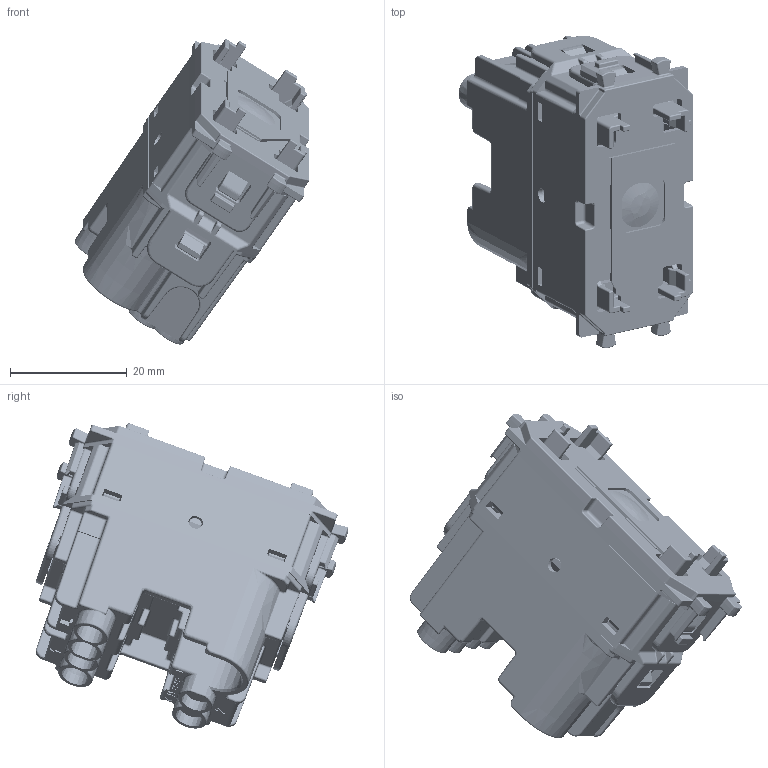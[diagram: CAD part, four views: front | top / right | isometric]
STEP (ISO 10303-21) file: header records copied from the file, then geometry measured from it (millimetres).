
FILE_DESCRIPTION(('CATIA V5 STEP Exchange'),'2;1');
FILE_NAME('441005STAS.stp','2024-05-28T07:28:32+00:00',('none'),('none'),'CATIA Version 5-6 Release 2016 SP6','CATIA V5 STEP AP203','none');
FILE_SCHEMA(('CONFIG_CONTROL_DESIGN'));
Products named in the file (3): STEP; AS2216; AS2217AG
Assembly tree (18 placements, depth 3):
  STEP
    #57
    AS2216
      #54995
      #55988
      #58558
    #60484
    #103182
    AS2217AG
      #106216
      #107679
      #58558
    #108698
    #116765
    #165914
    #169342
    #188953
    #223406
    #262815
Bounding box: 40.2 x 53.57 x 52.28 mm (x, y, z)
Volume: 16107.2 mm3; surface area: 28492.6 mm2
Topology: 18 solids, 18 shells, 6741 faces, 17084 edges, 9864 vertices
Faces by surface type: cylinder 2571, plane 2190, bspline 1121, sphere 469, cone 223, torus 165, revolution 2
Entity records: 263278 total; most frequent: CARTESIAN_POINT 126230, ORIENTED_EDGE 32788, DIRECTION 20027, EDGE_CURVE 16394, VERTEX_POINT 9762, AXIS2_PLACEMENT_3D 7846, VECTOR 7157, LINE 7157
